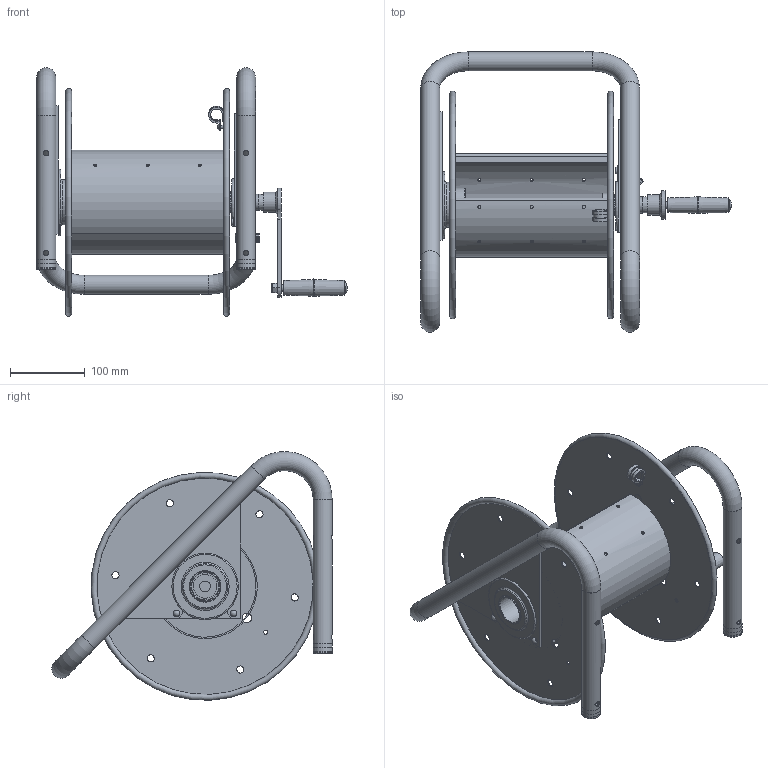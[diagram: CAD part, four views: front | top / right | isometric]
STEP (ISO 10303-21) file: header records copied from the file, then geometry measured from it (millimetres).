
FILE_DESCRIPTION(/* description */ (''),/* implementation_level */ '2;1');
FILE_NAME(/* name */ '112Y-8-CM_SHARED.stp',/* time_stamp */ '2020-04-02T11:50:04-07:00',/* author */ ('NMelton'),/* organization */ (''),/* preprocessor_version */ 'ST-DEVELOPER v17',/* originating_system */ 'Autodesk Inventor 2019',/* authorisation */ '');
FILE_SCHEMA (('AUTOMOTIVE_DESIGN { 1 0 10303 214 3 1 1 }'));
Length unit declared in the file: inch
Products named in the file (1): 112Y-8-CM_SHARED
Bounding box: 415.3 x 374.6 x 332.09 mm (x, y, z)
Surface area: 736657.3 mm2 (no closed solid volume)
Topology: 0 solids, 47 shells, 462 faces, 1465 edges, 1010 vertices
Faces by surface type: plane 182, cylinder 159, torus 52, cone 26, sphere 26, bspline 17
Full cylindrical faces by diameter (mm): 3.962 x1, 4.826 x1, 5.182 x1, 5.563 x5, 6.477 x1, 6.604 x1, 7.142 x8, 8.839 x4, 9.271 x1, 9.525 x12, 12.192 x1, 12.7 x7, 14.3 x1, 15.875 x2, 21.59 x1, 22.098 x2, 25.4 x7, 27.051 x1, 28.448 x1, 31.75 x1, 36.525 x1, 41.199 x1, 41.402 x1, 44.45 x1, 60.325 x1
Entity records: 18815 total; most frequent: CARTESIAN_POINT 5239, DIRECTION 2790, ORIENTED_EDGE 2399, EDGE_CURVE 1444, AXIS2_PLACEMENT_3D 1066, VERTEX_POINT 1010, LINE 658, VECTOR 658
